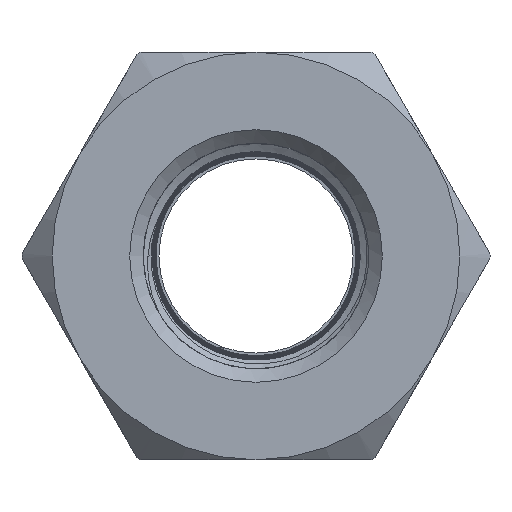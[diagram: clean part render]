
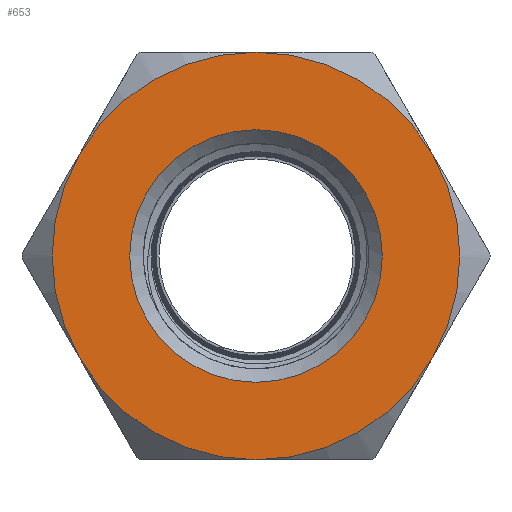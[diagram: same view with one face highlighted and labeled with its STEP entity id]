
A CAD part, left-side view. The second image highlights one B-rep face of the part: STEP entity #653.
In plain terms, the highlighted planar face has unit normal (-1, 0, 0).
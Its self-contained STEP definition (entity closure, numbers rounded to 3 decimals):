
#44=PLANE('',#725);
#125=FACE_BOUND('',#211,.T.);
#164=FACE_OUTER_BOUND('',#210,.T.);
#210=EDGE_LOOP('',(#553,#554,#555,#556,#557,#558));
#211=EDGE_LOOP('',(#559));
#225=CIRCLE('',#676,11.65);
#231=CIRCLE('',#695,18.8);
#233=CIRCLE('',#698,18.8);
#236=CIRCLE('',#702,18.8);
#237=CIRCLE('',#704,18.8);
#240=CIRCLE('',#708,18.8);
#248=CIRCLE('',#723,18.8);
#262=VERTEX_POINT('',#1025);
#277=VERTEX_POINT('',#7665);
#282=VERTEX_POINT('',#7680);
#287=VERTEX_POINT('',#7695);
#294=VERTEX_POINT('',#7714);
#297=VERTEX_POINT('',#7725);
#302=VERTEX_POINT('',#7740);
#320=EDGE_CURVE('',#262,#262,#225,.T.);
#375=EDGE_CURVE('',#294,#302,#231,.T.);
#377=EDGE_CURVE('',#287,#294,#233,.T.);
#380=EDGE_CURVE('',#302,#282,#236,.T.);
#381=EDGE_CURVE('',#282,#297,#237,.T.);
#384=EDGE_CURVE('',#297,#277,#240,.T.);
#392=EDGE_CURVE('',#277,#287,#248,.T.);
#553=ORIENTED_EDGE('',*,*,#392,.F.);
#554=ORIENTED_EDGE('',*,*,#384,.F.);
#555=ORIENTED_EDGE('',*,*,#381,.F.);
#556=ORIENTED_EDGE('',*,*,#380,.F.);
#557=ORIENTED_EDGE('',*,*,#375,.F.);
#558=ORIENTED_EDGE('',*,*,#377,.F.);
#559=ORIENTED_EDGE('',*,*,#320,.T.);
#653=ADVANCED_FACE('',(#164,#125),#44,.T.);
#676=AXIS2_PLACEMENT_3D('',#1026,#752,#753);
#695=AXIS2_PLACEMENT_3D('',#7754,#811,#812);
#698=AXIS2_PLACEMENT_3D('',#7757,#817,#818);
#702=AXIS2_PLACEMENT_3D('',#7761,#825,#826);
#704=AXIS2_PLACEMENT_3D('',#7763,#829,#830);
#708=AXIS2_PLACEMENT_3D('',#7767,#837,#838);
#723=AXIS2_PLACEMENT_3D('',#7783,#867,#868);
#725=AXIS2_PLACEMENT_3D('',#7785,#871,#872);
#752=DIRECTION('center_axis',(1.,0.,0.));
#753=DIRECTION('ref_axis',(0.,1.,0.));
#811=DIRECTION('center_axis',(1.,0.,0.));
#812=DIRECTION('ref_axis',(0.,-1.,0.));
#817=DIRECTION('center_axis',(1.,0.,0.));
#818=DIRECTION('ref_axis',(0.,-1.,0.));
#825=DIRECTION('center_axis',(1.,0.,0.));
#826=DIRECTION('ref_axis',(0.,-1.,0.));
#829=DIRECTION('center_axis',(1.,0.,0.));
#830=DIRECTION('ref_axis',(0.,-1.,0.));
#837=DIRECTION('center_axis',(1.,0.,0.));
#838=DIRECTION('ref_axis',(0.,-1.,0.));
#867=DIRECTION('center_axis',(1.,0.,0.));
#868=DIRECTION('ref_axis',(0.,-1.,0.));
#871=DIRECTION('center_axis',(-1.,0.,0.));
#872=DIRECTION('ref_axis',(0.,0.,1.));
#1025=CARTESIAN_POINT('',(-30.45,11.65,0.));
#1026=CARTESIAN_POINT('Origin',(-30.45,0.,0.));
#7665=CARTESIAN_POINT('',(-30.45,16.281,-9.4));
#7680=CARTESIAN_POINT('',(-30.45,-16.281,-9.4));
#7695=CARTESIAN_POINT('',(-30.45,16.281,9.4));
#7714=CARTESIAN_POINT('',(-30.45,0.,18.8));
#7725=CARTESIAN_POINT('',(-30.45,0.,-18.8));
#7740=CARTESIAN_POINT('',(-30.45,-16.281,9.4));
#7754=CARTESIAN_POINT('Origin',(-30.45,0.,0.));
#7757=CARTESIAN_POINT('Origin',(-30.45,0.,0.));
#7761=CARTESIAN_POINT('Origin',(-30.45,0.,0.));
#7763=CARTESIAN_POINT('Origin',(-30.45,0.,0.));
#7767=CARTESIAN_POINT('Origin',(-30.45,0.,0.));
#7783=CARTESIAN_POINT('Origin',(-30.45,0.,0.));
#7785=CARTESIAN_POINT('Origin',(-30.45,21.58,0.));
